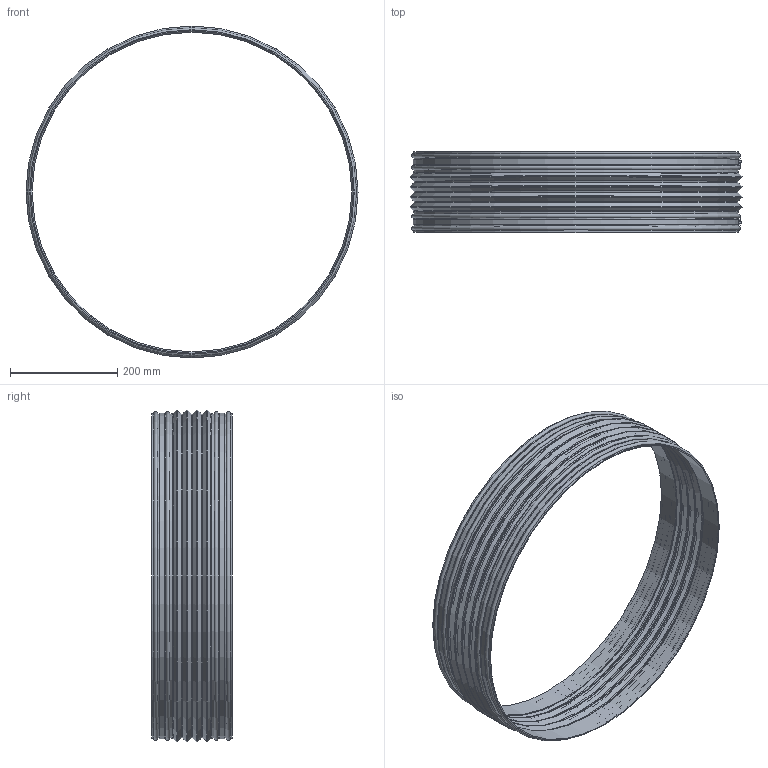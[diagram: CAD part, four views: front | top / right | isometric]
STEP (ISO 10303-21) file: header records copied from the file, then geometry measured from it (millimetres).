
FILE_DESCRIPTION( ( 'STEP AP214' ), '1' );
FILE_NAME( '3001787H.stp', '2022-01-26T07:02:52', ( 'License CC BY-ND 4.0' ), ( 'CADENAS' ), ' ', 'PARTsolutions', ' ' );
FILE_SCHEMA( ( 'AUTOMOTIVE_DESIGN { 1 0 10303 214 1 1 1 1 }' ) );
Length unit declared in the file: millimetre
Products named in the file (1): _3001787H
Bounding box: 617.92 x 150 x 617.92 mm (x, y, z)
Volume: 890132.7 mm3; surface area: 710217.5 mm2
Topology: 1 solids, 1 shells, 92 faces, 216 edges, 130 vertices
Faces by surface type: plane 30, torus 28, cylinder 18, cone 16
Full cylindrical faces by diameter (mm): 5.3 x2, 600 x2, 604 x8
Entity records: 3112 total; most frequent: DIRECTION 434, CARTESIAN_POINT 389, ORIENTED_EDGE 320, AXIS2_PLACEMENT_3D 181, EDGE_CURVE 160, EDGE_LOOP 148, VERTEX_POINT 136, FACE_OUTER_BOUND 126
